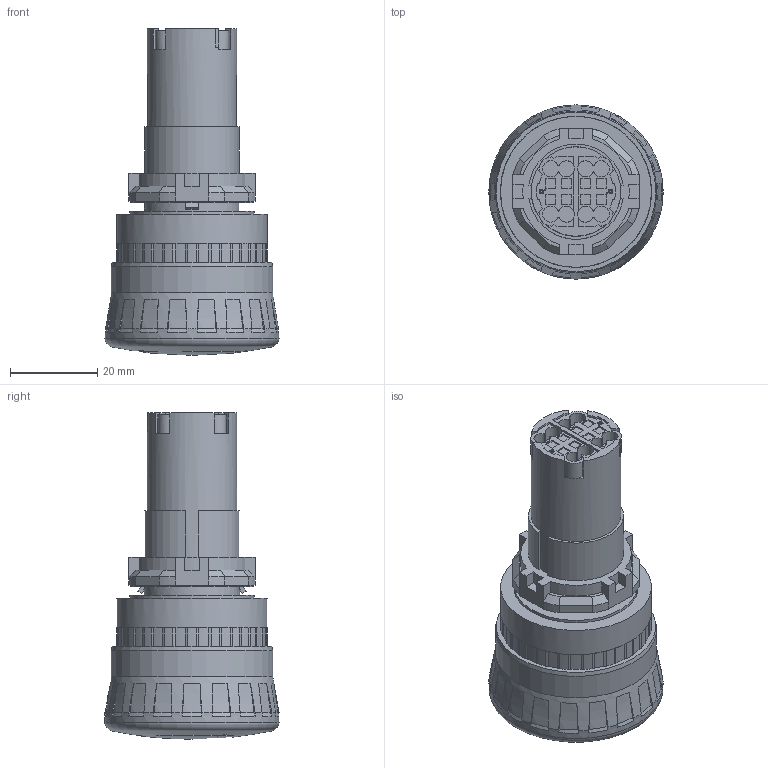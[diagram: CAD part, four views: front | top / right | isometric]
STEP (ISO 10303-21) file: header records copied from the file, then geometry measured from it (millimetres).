
FILE_DESCRIPTION( ( 'Unknown' ), '1' );
FILE_NAME( 'CP2E-BTE02R-Solid3D-20191201(無DECA logo).stp', 'Unknown', ( 'Unknown' ), ( 'Unknown' ), 'XStep 1.0', 'Unknown', ' ' );
FILE_SCHEMA( ( 'automotive_design' ) );
Length unit declared in the file: millimetre
Products named in the file (1): BC2EM0104-C2E-PI本體-20170804(
Bounding box: 39.9 x 39.9 x 74.83 mm (x, y, z)
Volume: 49608.1 mm3; surface area: 9870.7 mm2
Topology: 1 solids, 1 shells, 459 faces, 1270 edges, 838 vertices
Faces by surface type: plane 231, cylinder 154, cone 46, extrusion 22, sphere 4, bspline 1, torus 1
Full cylindrical faces by diameter (mm): 20.5 x1, 21.82 x1, 28 x1, 28.5 x1, 34.6 x1, 37 x1, 39.9 x1
Entity records: 18922 total; most frequent: CARTESIAN_POINT 3248, DIRECTION 2609, ORIENTED_EDGE 2494, EDGE_CURVE 1247, AXIS2_PLACEMENT_3D 989, VERTEX_POINT 829, VECTOR 631, LINE 609
